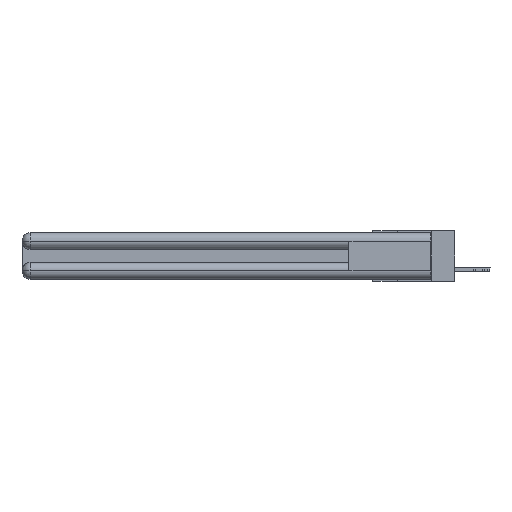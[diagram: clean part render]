
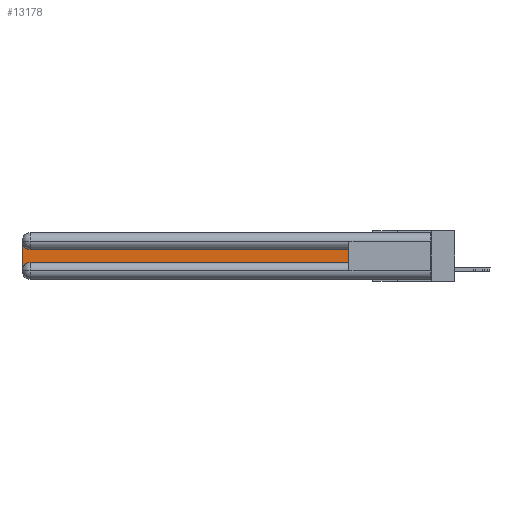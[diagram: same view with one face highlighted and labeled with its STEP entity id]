
A CAD part, left-side view. The second image highlights one B-rep face of the part: STEP entity #13178.
In plain terms, the highlighted planar face has unit normal (-1, 0, 0).
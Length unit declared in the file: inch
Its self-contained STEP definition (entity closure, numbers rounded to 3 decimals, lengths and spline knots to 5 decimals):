
#327 = VERTEX_POINT ( 'NONE', #6416 ) ;
#403 = CARTESIAN_POINT ( 'NONE',  ( 0.075, 3., -0.2775 ) ) ;
#427 = ORIENTED_EDGE ( 'NONE', *, *, #14778, .T. ) ;
#444 = CIRCLE ( 'NONE', #1380, 0.06 ) ;
#1380 = AXIS2_PLACEMENT_3D ( 'NONE', #14046, #6274, #29345 ) ;
#2141 = EDGE_CURVE ( 'NONE', #3403, #13904, #444, .T. ) ;
#3403 = VERTEX_POINT ( 'NONE', #403 ) ;
#3599 = VERTEX_POINT ( 'NONE', #22045 ) ;
#6175 = DIRECTION ( 'NONE',  ( 0., 0., 1. ) ) ;
#6274 = DIRECTION ( 'NONE',  ( 1., 0., 0. ) ) ;
#6416 = CARTESIAN_POINT ( 'NONE',  ( 0.075, 0.6, -0.2175 ) ) ;
#6709 = CARTESIAN_POINT ( 'NONE',  ( 0.075, 2.94, -0.2175 ) ) ;
#6886 = DIRECTION ( 'NONE',  ( 0., 1., 0. ) ) ;
#7433 = DIRECTION ( 'NONE',  ( 0., 0., -1. ) ) ;
#7866 = EDGE_CURVE ( 'NONE', #13904, #327, #22147, .T. ) ;
#10615 = VECTOR ( 'NONE', #6175, 39.37008 ) ;
#10939 = VECTOR ( 'NONE', #7433, 39.37008 ) ;
#13178 = ADVANCED_FACE ( 'NONE', ( #13771 ), #16437, .F. ) ;
#13475 = DIRECTION ( 'NONE',  ( 0., 0., -1. ) ) ;
#13771 = FACE_OUTER_BOUND ( 'NONE', #28554, .T. ) ;
#13904 = VERTEX_POINT ( 'NONE', #6709 ) ;
#14046 = CARTESIAN_POINT ( 'NONE',  ( 0.075, 2.94, -0.2775 ) ) ;
#14187 = CARTESIAN_POINT ( 'NONE',  ( 0.075, 3., -0.1225 ) ) ;
#14778 = EDGE_CURVE ( 'NONE', #3599, #24543, #26950, .T. ) ;
#15652 = EDGE_CURVE ( 'NONE', #30801, #3599, #31364, .T. ) ;
#15803 = LINE ( 'NONE', #27705, #10939 ) ;
#16437 = PLANE ( 'NONE',  #30066 ) ;
#17445 = ORIENTED_EDGE ( 'NONE', *, *, #15652, .T. ) ;
#17565 = EDGE_CURVE ( 'NONE', #327, #30801, #32407, .T. ) ;
#18843 = DIRECTION ( 'NONE',  ( 1., 0., 0. ) ) ;
#19018 = ORIENTED_EDGE ( 'NONE', *, *, #2141, .T. ) ;
#19120 = CARTESIAN_POINT ( 'NONE',  ( 0.075, 0.6, -0.2175 ) ) ;
#19689 = CARTESIAN_POINT ( 'NONE',  ( 0.075, 0.6, -0.1225 ) ) ;
#20466 = VECTOR ( 'NONE', #6886, 39.37008 ) ;
#21559 = CARTESIAN_POINT ( 'NONE',  ( 0.075, 0.6, -0.2175 ) ) ;
#21579 = DIRECTION ( 'NONE',  ( 1., 0., 0. ) ) ;
#21859 = ORIENTED_EDGE ( 'NONE', *, *, #26748, .T. ) ;
#22045 = CARTESIAN_POINT ( 'NONE',  ( 0.075, 2.94, -0.1225 ) ) ;
#22147 = LINE ( 'NONE', #19120, #26179 ) ;
#23254 = ORIENTED_EDGE ( 'NONE', *, *, #7866, .T. ) ;
#24032 = CARTESIAN_POINT ( 'NONE',  ( 0.075, 2.94, -0.0625 ) ) ;
#24083 = ORIENTED_EDGE ( 'NONE', *, *, #17565, .T. ) ;
#24457 = AXIS2_PLACEMENT_3D ( 'NONE', #24032, #18843, #13475 ) ;
#24543 = VERTEX_POINT ( 'NONE', #31792 ) ;
#26179 = VECTOR ( 'NONE', #29621, 39.37008 ) ;
#26748 = EDGE_CURVE ( 'NONE', #24543, #3403, #15803, .T. ) ;
#26901 = DIRECTION ( 'NONE',  ( 0., 0., -1. ) ) ;
#26950 = CIRCLE ( 'NONE', #24457, 0.06 ) ;
#27705 = CARTESIAN_POINT ( 'NONE',  ( 0.075, 3., -0.2175 ) ) ;
#28554 = EDGE_LOOP ( 'NONE', ( #17445, #427, #21859, #19018, #23254, #24083 ) ) ;
#29278 = CARTESIAN_POINT ( 'NONE',  ( 0.075, 0.6, -0.1225 ) ) ;
#29345 = DIRECTION ( 'NONE',  ( 0., 0., -1. ) ) ;
#29621 = DIRECTION ( 'NONE',  ( 0., -1., 0. ) ) ;
#30066 = AXIS2_PLACEMENT_3D ( 'NONE', #14187, #21579, #26901 ) ;
#30801 = VERTEX_POINT ( 'NONE', #29278 ) ;
#31364 = LINE ( 'NONE', #19689, #20466 ) ;
#31792 = CARTESIAN_POINT ( 'NONE',  ( 0.075, 3., -0.0625 ) ) ;
#32407 = LINE ( 'NONE', #21559, #10615 ) ;
